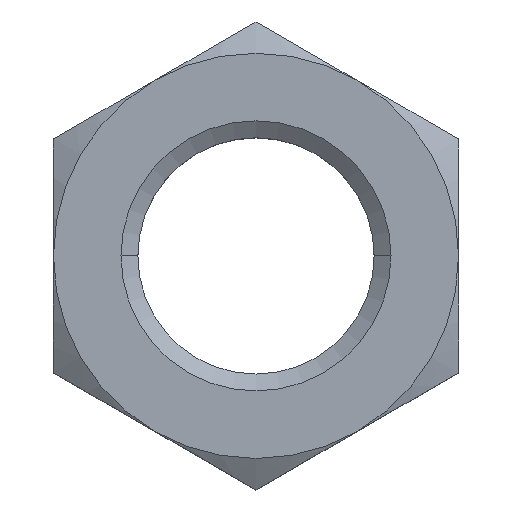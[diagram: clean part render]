
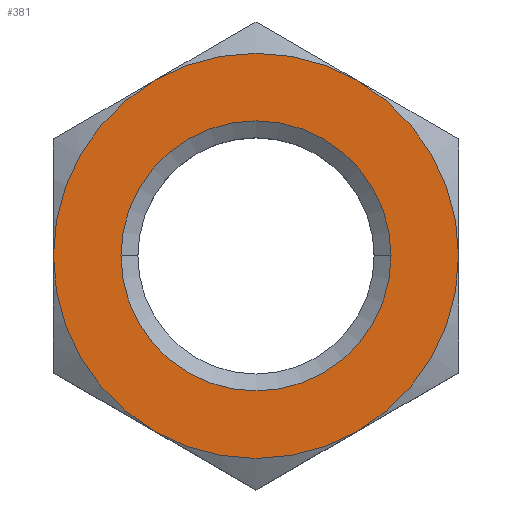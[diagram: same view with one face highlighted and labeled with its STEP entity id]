
A CAD part, top view. The second image highlights one B-rep face of the part: STEP entity #381.
In plain terms, the highlighted planar face has unit normal (0, 0, 1).
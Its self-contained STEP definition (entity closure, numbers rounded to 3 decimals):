
#40 = FACE_BOUND ( 'NONE', #304, .T. ) ;
#44 = FACE_OUTER_BOUND ( 'NONE', #387, .T. ) ;
#70 = ORIENTED_EDGE ( 'NONE', *, *, #761, .F. ) ;
#74 = ORIENTED_EDGE ( 'NONE', *, *, #814, .F. ) ;
#76 = CARTESIAN_POINT ( 'NONE',  ( -6., 10.392, 0. ) ) ;
#118 = AXIS2_PLACEMENT_3D ( 'NONE', #407, #403, #401 ) ;
#121 = ORIENTED_EDGE ( 'NONE', *, *, #813, .F. ) ;
#123 = AXIS2_PLACEMENT_3D ( 'NONE', #414, #413, #412 ) ;
#155 = AXIS2_PLACEMENT_3D ( 'NONE', #447, #445, #444 ) ;
#168 = ORIENTED_EDGE ( 'NONE', *, *, #759, .T. ) ;
#183 = VERTEX_POINT ( 'NONE', #460 ) ;
#236 = VERTEX_POINT ( 'NONE', #76 ) ;
#245 = ORIENTED_EDGE ( 'NONE', *, *, #760, .F. ) ;
#248 = AXIS2_PLACEMENT_3D ( 'NONE', #560, #559, #558 ) ;
#251 = AXIS2_PLACEMENT_3D ( 'NONE', #565, #564, #563 ) ;
#259 = AXIS2_PLACEMENT_3D ( 'NONE', #572, #571, #568 ) ;
#265 = AXIS2_PLACEMENT_3D ( 'NONE', #576, #575, #574 ) ;
#283 = ORIENTED_EDGE ( 'NONE', *, *, #762, .F. ) ;
#298 = AXIS2_PLACEMENT_3D ( 'NONE', #579, #578, #577 ) ;
#304 = EDGE_LOOP ( 'NONE', ( #70, #793 ) ) ;
#380 = CARTESIAN_POINT ( 'NONE',  ( 6., -10.392, 0. ) ) ;
#381 = ADVANCED_FACE ( 'NONE', ( #44, #40 ), #738, .F. ) ;
#387 = EDGE_LOOP ( 'NONE', ( #748, #245, #283, #121, #168, #74 ) ) ;
#399 = VERTEX_POINT ( 'NONE', #472 ) ;
#401 = DIRECTION ( 'NONE',  ( -1., 0., 0. ) ) ;
#403 = DIRECTION ( 'NONE',  ( 0., 0., -1. ) ) ;
#407 = CARTESIAN_POINT ( 'NONE',  ( 0., 0., 0. ) ) ;
#412 = DIRECTION ( 'NONE',  ( -1., 0., 0. ) ) ;
#413 = DIRECTION ( 'NONE',  ( 0., 0., -1. ) ) ;
#414 = CARTESIAN_POINT ( 'NONE',  ( 0., 0., 0. ) ) ;
#420 = CARTESIAN_POINT ( 'NONE',  ( -6., -10.392, 0. ) ) ;
#429 = CARTESIAN_POINT ( 'NONE',  ( -12., 0., 0. ) ) ;
#444 = DIRECTION ( 'NONE',  ( -1., 0., 0. ) ) ;
#445 = DIRECTION ( 'NONE',  ( 0., 0., -1. ) ) ;
#447 = CARTESIAN_POINT ( 'NONE',  ( 0., 0., 0. ) ) ;
#460 = CARTESIAN_POINT ( 'NONE',  ( 8., 0., 0. ) ) ;
#472 = CARTESIAN_POINT ( 'NONE',  ( -8., 0., 0. ) ) ;
#558 = DIRECTION ( 'NONE',  ( 1., 0., 0. ) ) ;
#559 = DIRECTION ( 'NONE',  ( 0., 0., 1. ) ) ;
#560 = CARTESIAN_POINT ( 'NONE',  ( 0., 0., 0. ) ) ;
#563 = DIRECTION ( 'NONE',  ( -1., 0., 0. ) ) ;
#564 = DIRECTION ( 'NONE',  ( 0., 0., -1. ) ) ;
#565 = CARTESIAN_POINT ( 'NONE',  ( 0., 0., 0. ) ) ;
#568 = DIRECTION ( 'NONE',  ( 1., 0., 0. ) ) ;
#571 = DIRECTION ( 'NONE',  ( 0., 0., 1. ) ) ;
#572 = CARTESIAN_POINT ( 'NONE',  ( 0., 0., 0. ) ) ;
#574 = DIRECTION ( 'NONE',  ( -1., 0., 0. ) ) ;
#575 = DIRECTION ( 'NONE',  ( 0., 0., -1. ) ) ;
#576 = CARTESIAN_POINT ( 'NONE',  ( 0., 0., 0. ) ) ;
#577 = DIRECTION ( 'NONE',  ( 1., 0., 0. ) ) ;
#578 = DIRECTION ( 'NONE',  ( 0., 0., 1. ) ) ;
#579 = CARTESIAN_POINT ( 'NONE',  ( 0., 0., 0. ) ) ;
#591 = CARTESIAN_POINT ( 'NONE',  ( 6., 10.392, 0. ) ) ;
#626 = CARTESIAN_POINT ( 'NONE',  ( 12., 0., 0. ) ) ;
#668 = CIRCLE ( 'NONE', #118, 12. ) ;
#689 = VERTEX_POINT ( 'NONE', #626 ) ;
#709 = AXIS2_PLACEMENT_3D ( 'NONE', #745, #737, #735 ) ;
#731 = CIRCLE ( 'NONE', #155, 12. ) ;
#735 = DIRECTION ( 'NONE',  ( -1., 0., 0. ) ) ;
#737 = DIRECTION ( 'NONE',  ( 0., 0., -1. ) ) ;
#738 = PLANE ( 'NONE',  #709 ) ;
#741 = CIRCLE ( 'NONE', #123, 12. ) ;
#745 = CARTESIAN_POINT ( 'NONE',  ( 0., 13.856, 0. ) ) ;
#748 = ORIENTED_EDGE ( 'NONE', *, *, #796, .F. ) ;
#755 = VERTEX_POINT ( 'NONE', #591 ) ;
#759 = EDGE_CURVE ( 'NONE', #689, #755, #889, .T. ) ;
#760 = EDGE_CURVE ( 'NONE', #808, #807, #881, .T. ) ;
#761 = EDGE_CURVE ( 'NONE', #183, #399, #877, .T. ) ;
#762 = EDGE_CURVE ( 'NONE', #820, #808, #918, .T. ) ;
#764 = EDGE_CURVE ( 'NONE', #399, #183, #876, .T. ) ;
#793 = ORIENTED_EDGE ( 'NONE', *, *, #764, .F. ) ;
#796 = EDGE_CURVE ( 'NONE', #807, #236, #731, .T. ) ;
#807 = VERTEX_POINT ( 'NONE', #429 ) ;
#808 = VERTEX_POINT ( 'NONE', #420 ) ;
#813 = EDGE_CURVE ( 'NONE', #689, #820, #741, .T. ) ;
#814 = EDGE_CURVE ( 'NONE', #236, #755, #668, .T. ) ;
#820 = VERTEX_POINT ( 'NONE', #380 ) ;
#876 = CIRCLE ( 'NONE', #248, 8. ) ;
#877 = CIRCLE ( 'NONE', #259, 8. ) ;
#881 = CIRCLE ( 'NONE', #265, 12. ) ;
#889 = CIRCLE ( 'NONE', #298, 12. ) ;
#918 = CIRCLE ( 'NONE', #251, 12. ) ;
